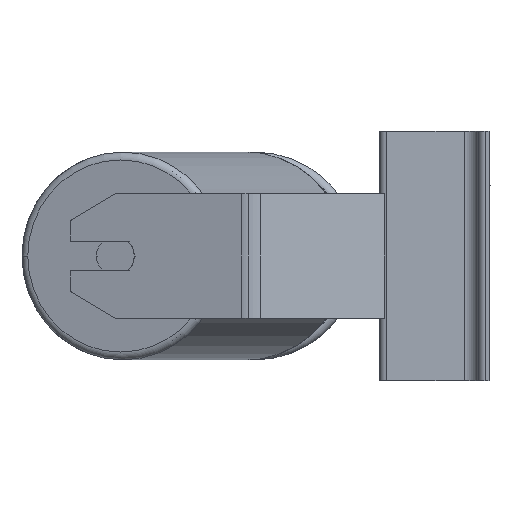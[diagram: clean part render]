
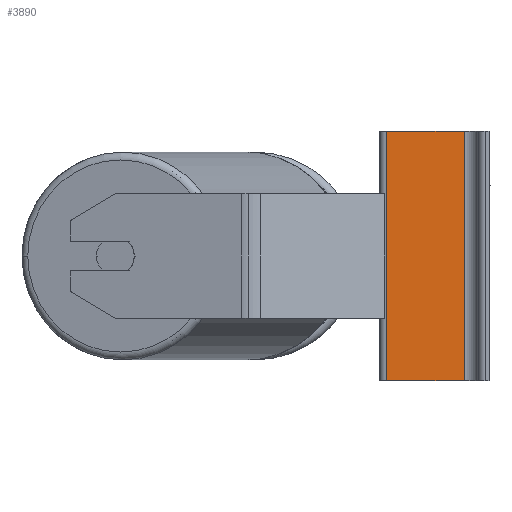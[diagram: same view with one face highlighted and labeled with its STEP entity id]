
A CAD part, left-side view. The second image highlights one B-rep face of the part: STEP entity #3890.
In plain terms, the highlighted planar face has unit normal (-1, 0, 0).
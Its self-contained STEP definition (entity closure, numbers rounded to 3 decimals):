
#49 = DIRECTION ( 'NONE',  ( 0., 1., 0. ) ) ;
#81 = VERTEX_POINT ( 'NONE', #9149 ) ;
#144 = CARTESIAN_POINT ( 'NONE',  ( -487., 13.5, 80. ) ) ;
#1123 = PLANE ( 'NONE',  #5380 ) ;
#1570 = DIRECTION ( 'NONE',  ( 0., 0., -1. ) ) ;
#1644 = EDGE_CURVE ( 'NONE', #81, #10598, #3229, .T. ) ;
#1978 = ORIENTED_EDGE ( 'NONE', *, *, #1644, .F. ) ;
#2168 = ORIENTED_EDGE ( 'NONE', *, *, #10366, .F. ) ;
#2451 = ORIENTED_EDGE ( 'NONE', *, *, #4588, .T. ) ;
#2501 = ORIENTED_EDGE ( 'NONE', *, *, #6646, .T. ) ;
#2576 = DIRECTION ( 'NONE',  ( 1., 0., 0. ) ) ;
#2888 = LINE ( 'NONE', #10377, #7196 ) ;
#3229 = LINE ( 'NONE', #7326, #4666 ) ;
#3288 = DIRECTION ( 'NONE',  ( 0., 0., -1. ) ) ;
#3436 = VECTOR ( 'NONE', #1570, 1000. ) ;
#3890 = ADVANCED_FACE ( 'NONE', ( #9952 ), #1123, .F. ) ;
#4330 = VERTEX_POINT ( 'NONE', #10299 ) ;
#4573 = DIRECTION ( 'NONE',  ( 0., -1., 0. ) ) ;
#4588 = EDGE_CURVE ( 'NONE', #4330, #7630, #9715, .T. ) ;
#4666 = VECTOR ( 'NONE', #3288, 1000. ) ;
#5135 = EDGE_LOOP ( 'NONE', ( #2501, #1978, #2168, #2451 ) ) ;
#5380 = AXIS2_PLACEMENT_3D ( 'NONE', #144, #2576, #49 ) ;
#6241 = VECTOR ( 'NONE', #7285, 1000. ) ;
#6426 = CARTESIAN_POINT ( 'NONE',  ( -487., 13.5, 80. ) ) ;
#6646 = EDGE_CURVE ( 'NONE', #7630, #10598, #2888, .T. ) ;
#7196 = VECTOR ( 'NONE', #4573, 1000. ) ;
#7281 = CARTESIAN_POINT ( 'NONE',  ( -487., 13.5, -80. ) ) ;
#7285 = DIRECTION ( 'NONE',  ( 0., -1., 0. ) ) ;
#7326 = CARTESIAN_POINT ( 'NONE',  ( -487., -36., 80. ) ) ;
#7630 = VERTEX_POINT ( 'NONE', #7281 ) ;
#8417 = CARTESIAN_POINT ( 'NONE',  ( -487., -36., -80. ) ) ;
#8905 = CARTESIAN_POINT ( 'NONE',  ( -487., 13.5, 80. ) ) ;
#9012 = LINE ( 'NONE', #6426, #6241 ) ;
#9149 = CARTESIAN_POINT ( 'NONE',  ( -487., -36., 80. ) ) ;
#9715 = LINE ( 'NONE', #8905, #3436 ) ;
#9952 = FACE_OUTER_BOUND ( 'NONE', #5135, .T. ) ;
#10299 = CARTESIAN_POINT ( 'NONE',  ( -487., 13.5, 80. ) ) ;
#10366 = EDGE_CURVE ( 'NONE', #4330, #81, #9012, .T. ) ;
#10377 = CARTESIAN_POINT ( 'NONE',  ( -487., 13.5, -80. ) ) ;
#10598 = VERTEX_POINT ( 'NONE', #8417 ) ;
